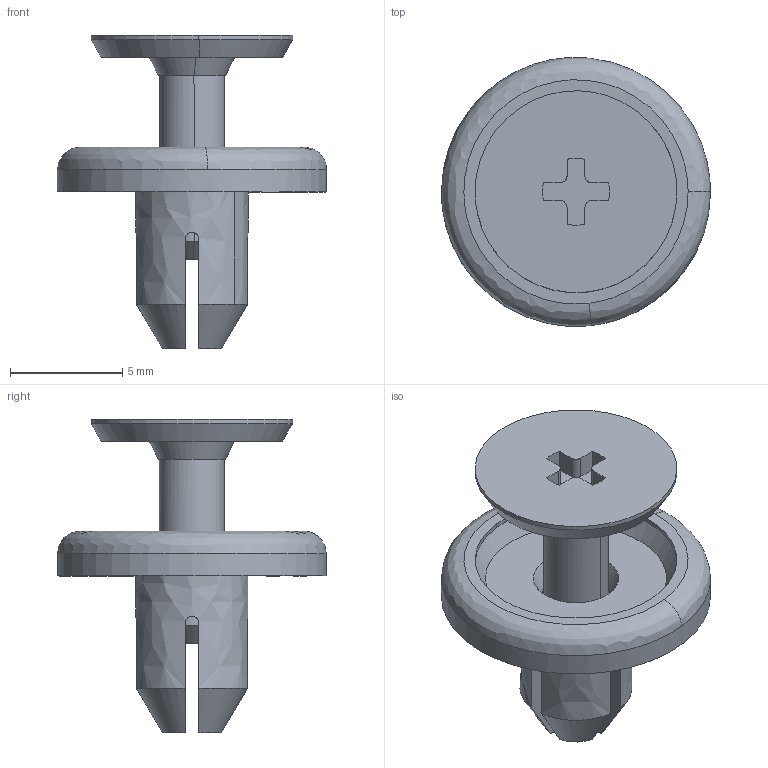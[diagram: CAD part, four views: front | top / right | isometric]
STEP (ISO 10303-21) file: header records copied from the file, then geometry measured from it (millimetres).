
FILE_DESCRIPTION((''),'2;1');
FILE_NAME('','2006-10-06T18:08:58',(''),(''),'','CADfix','');
FILE_SCHEMA(('AUTOMOTIVE_DESIGN'));
Length unit declared in the file: millimetre
Products named in the file (3): pin; grommet; TL_330_2_10182_36
Assembly tree (2 placements, depth 2):
  TL_330_2_10182_36
    pin
    grommet
Bounding box: 12 x 11.98 x 14 mm (x, y, z)
Volume: 298.7 mm3; surface area: 727.5 mm2
Topology: 2 solids, 2 shells, 76 faces, 235 edges, 169 vertices
Faces by surface type: bspline 76
Entity records: 3127 total; most frequent: CARTESIAN_POINT 1785, ORIENTED_EDGE 470, EDGE_CURVE 235, VERTEX_POINT 169, QUASI_UNIFORM_CURVE 92, EDGE_LOOP 84, FACE_OUTER_BOUND 76, ADVANCED_FACE 76
